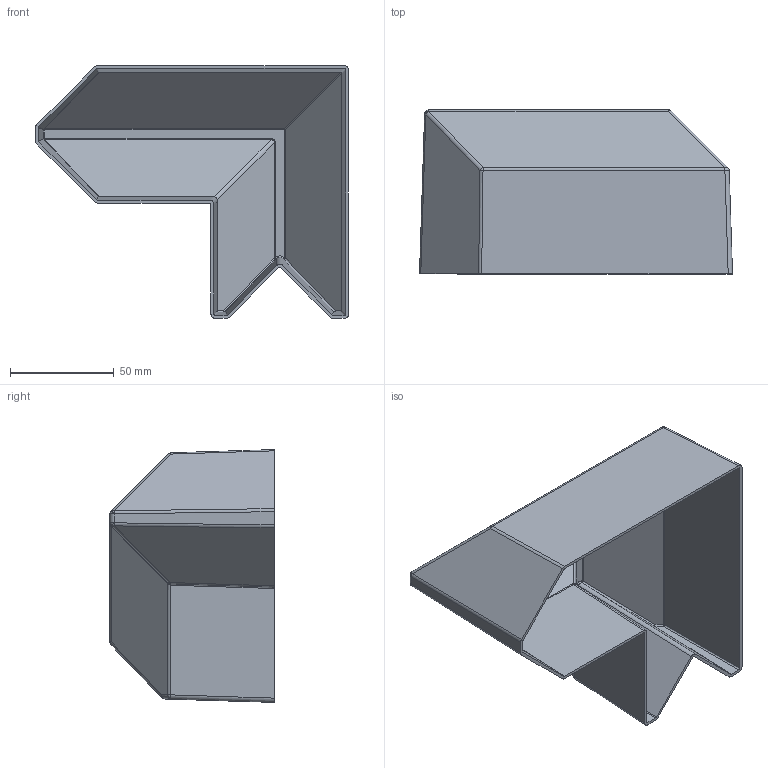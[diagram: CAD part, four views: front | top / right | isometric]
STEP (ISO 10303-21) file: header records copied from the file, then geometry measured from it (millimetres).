
FILE_DESCRIPTION (( 'STEP AP203' ), '1' );
FILE_NAME ('BOX 2.STEP', '2020-05-17T04:29:18', ( '' ), ( '' ), 'SwSTEP 2.0', 'SolidWorks 2016', '' );
FILE_SCHEMA (( 'CONFIG_CONTROL_DESIGN' ));
Length unit declared in the file: millimetre
Products named in the file (1): BOX 2
Bounding box: 150.74 x 79.07 x 121.8 mm (x, y, z)
Volume: 60318 mm3; surface area: 87601.6 mm2
Topology: 1 solids, 1 shells, 135 faces, 305 edges, 167 vertices
Faces by surface type: cylinder 67, plane 33, sphere 26, bspline 9
Entity records: 3822 total; most frequent: CARTESIAN_POINT 908, DIRECTION 605, ORIENTED_EDGE 598, EDGE_CURVE 299, AXIS2_PLACEMENT_3D 226, VERTEX_POINT 167, VECTOR 153, LINE 153
